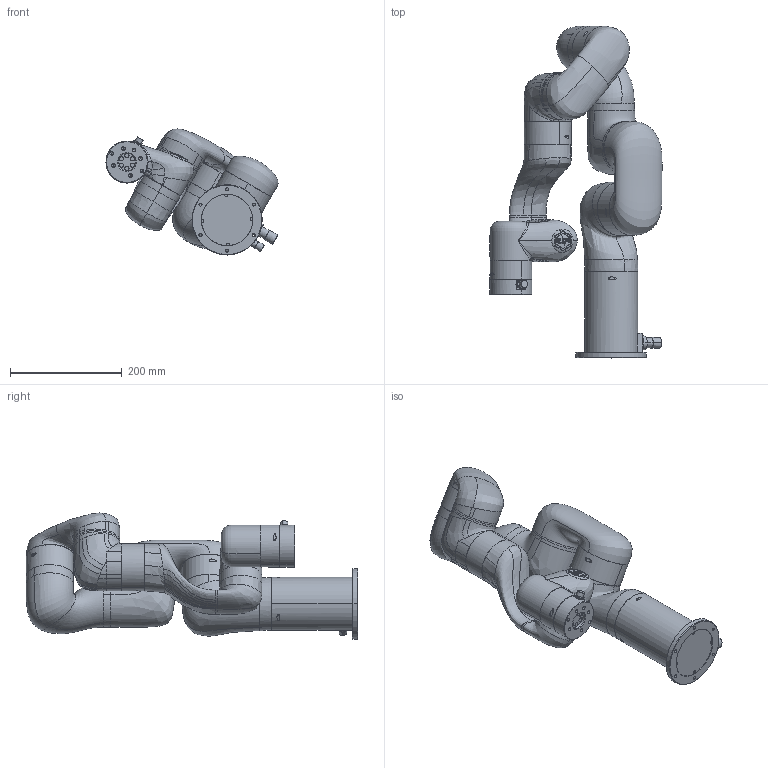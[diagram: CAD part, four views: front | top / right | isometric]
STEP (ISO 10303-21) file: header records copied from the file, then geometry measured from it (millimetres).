
FILE_DESCRIPTION (( 'STEP AP203' ), '1' );
FILE_NAME ('勤俋xArm6.STEP', '2021-09-24T09:21:53', ( '' ), ( '' ), 'SwSTEP 2.0', 'SolidWorks 2020', '' );
FILE_SCHEMA (( 'CONFIG_CONTROL_DESIGN' ));
Length unit declared in the file: millimetre
Products named in the file (8): Tool head; J6; J3; J5; J4; 勤俋xArm6; J2; J1
Assembly tree (7 placements, depth 2):
  勤俋xArm6
    J1
    J2
    J3
    J4
    J5
    J6
    Tool head
Bounding box: 308.11 x 594.46 x 225.95 mm (x, y, z)
Volume: 4706023.8 mm3; surface area: 555229.4 mm2
Topology: 6 solids, 24 shells, 605 faces, 1637 edges, 1101 vertices
Faces by surface type: bspline 228, cylinder 194, plane 144, cone 37, torus 2
Entity records: 163258 total; most frequent: CARTESIAN_POINT 149357, ORIENTED_EDGE 3220, DIRECTION 1892, EDGE_CURVE 1613, VERTEX_POINT 1101, B_SPLINE_CURVE_WITH_KNOTS 845, AXIS2_PLACEMENT_3D 749, EDGE_LOOP 665
